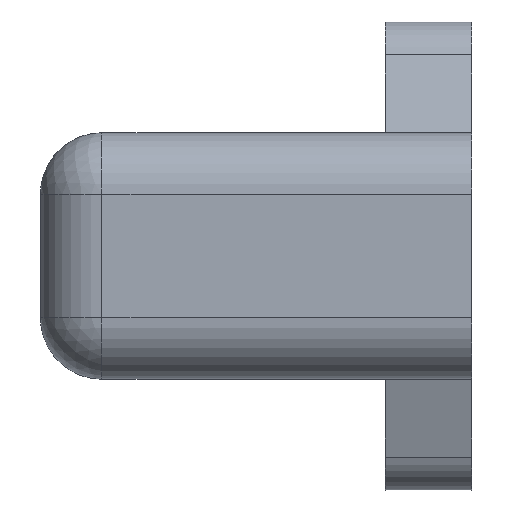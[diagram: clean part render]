
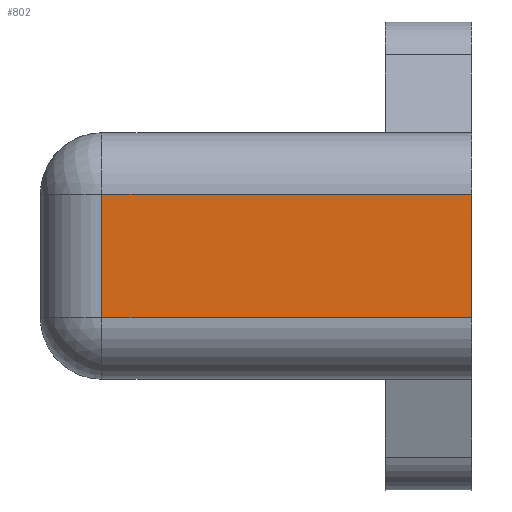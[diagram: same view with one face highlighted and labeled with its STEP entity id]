
A CAD part, left-side view. The second image highlights one B-rep face of the part: STEP entity #802.
In plain terms, the highlighted planar face has unit normal (-1, 0, 0).
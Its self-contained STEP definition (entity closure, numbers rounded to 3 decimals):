
#170=FACE_OUTER_BOUND('',#217,.T.);
#217=EDGE_LOOP('',(#716,#717,#718,#719));
#256=LINE('',#1262,#314);
#258=LINE('',#1273,#316);
#274=LINE('',#1469,#332);
#278=LINE('',#1500,#336);
#314=VECTOR('',#1014,10.);
#316=VECTOR('',#1028,10.);
#332=VECTOR('',#1104,10.);
#336=VECTOR('',#1152,10.);
#369=VERTEX_POINT('',#1256);
#370=VERTEX_POINT('',#1260);
#371=VERTEX_POINT('',#1265);
#373=VERTEX_POINT('',#1271);
#452=EDGE_CURVE('',#370,#369,#256,.T.);
#458=EDGE_CURVE('',#371,#373,#258,.T.);
#501=EDGE_CURVE('',#369,#371,#274,.T.);
#515=EDGE_CURVE('',#370,#373,#278,.T.);
#716=ORIENTED_EDGE('',*,*,#452,.F.);
#717=ORIENTED_EDGE('',*,*,#515,.T.);
#718=ORIENTED_EDGE('',*,*,#458,.F.);
#719=ORIENTED_EDGE('',*,*,#501,.F.);
#757=PLANE('',#913);
#802=ADVANCED_FACE('',(#170),#757,.T.);
#913=AXIS2_PLACEMENT_3D('',#1499,#1150,#1151);
#1014=DIRECTION('',(0.,1.,0.));
#1028=DIRECTION('',(0.,-1.,0.));
#1104=DIRECTION('',(0.,0.,1.));
#1150=DIRECTION('center_axis',(-1.,0.,0.));
#1151=DIRECTION('ref_axis',(0.,0.,1.));
#1152=DIRECTION('',(0.,0.,1.));
#1256=CARTESIAN_POINT('',(-150.,30.,-5.));
#1260=CARTESIAN_POINT('',(-150.,0.,-5.));
#1262=CARTESIAN_POINT('',(-150.,0.,-5.));
#1265=CARTESIAN_POINT('',(-150.,30.,5.));
#1271=CARTESIAN_POINT('',(-150.,0.,5.));
#1273=CARTESIAN_POINT('',(-150.,0.,5.));
#1469=CARTESIAN_POINT('',(-150.,30.,-5.));
#1499=CARTESIAN_POINT('Origin',(-150.,0.,-10.));
#1500=CARTESIAN_POINT('',(-150.,0.,-10.));
